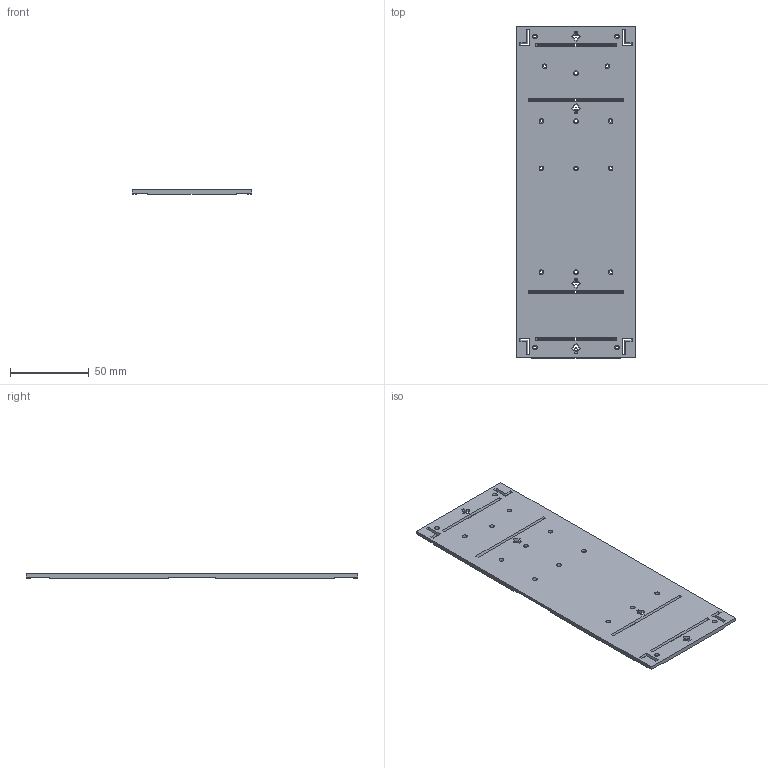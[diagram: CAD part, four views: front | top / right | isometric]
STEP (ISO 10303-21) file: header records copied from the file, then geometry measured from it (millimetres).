
FILE_DESCRIPTION(('FreeCAD Model'),'2;1');
FILE_NAME('Open CASCADE Shape Model','2024-01-21T16:26:50',(''),(''), 'Open CASCADE STEP processor 7.7','FreeCAD','Unknown');
FILE_SCHEMA(('AUTOMOTIVE_DESIGN { 1 0 10303 214 1 1 1 1 }'));
Length unit declared in the file: millimetre
Products named in the file (1): Body
Bounding box: 76 x 211 x 2.7 mm (x, y, z)
Volume: 31870.4 mm3; surface area: 34318.7 mm2
Topology: 1 solids, 1 shells, 226 faces, 580 edges, 356 vertices
Faces by surface type: plane 180, cylinder 28, cone 16, bspline 2
Full cylindrical faces by diameter (mm): 2 x16
Entity records: 6814 total; most frequent: CARTESIAN_POINT 1205, ORIENTED_EDGE 1160, DIRECTION 1094, EDGE_CURVE 580, LINE 500, VECTOR 500, VERTEX_POINT 356, AXIS2_PLACEMENT_3D 297
